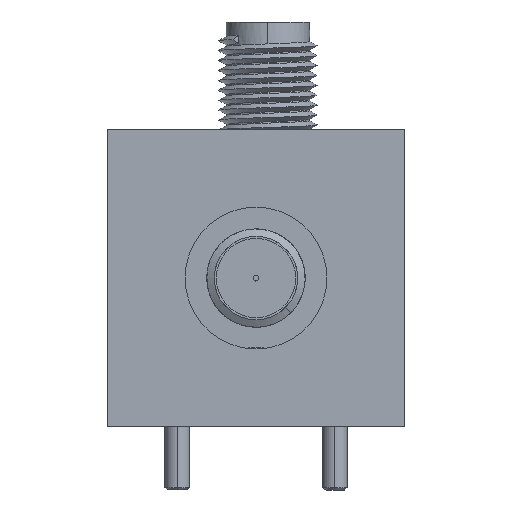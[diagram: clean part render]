
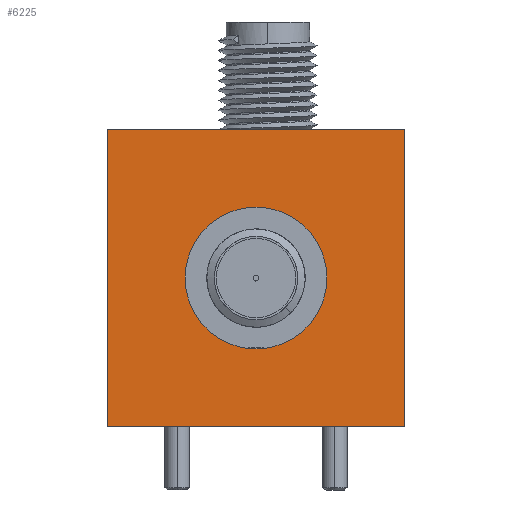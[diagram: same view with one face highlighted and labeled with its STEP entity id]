
A CAD part, left-side view. The second image highlights one B-rep face of the part: STEP entity #6225.
In plain terms, the highlighted planar face has unit normal (-1, 0, 0).
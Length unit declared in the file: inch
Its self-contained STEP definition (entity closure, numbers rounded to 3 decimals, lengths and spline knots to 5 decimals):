
#50 = VECTOR ( 'NONE', #45642, 39.37008 ) ;
#1022 = VERTEX_POINT ( 'NONE', #49643 ) ;
#1550 = CARTESIAN_POINT ( 'NONE',  ( -0.5775, 0., 0.375 ) ) ;
#2626 = DIRECTION ( 'NONE',  ( 1., 0., 0. ) ) ;
#4726 = VECTOR ( 'NONE', #20447, 39.37008 ) ;
#6075 = VECTOR ( 'NONE', #47793, 39.37008 ) ;
#6225 = ADVANCED_FACE ( 'NONE', ( #17720, #47839 ), #13968, .F. ) ;
#6549 = CARTESIAN_POINT ( 'NONE',  ( -0.5775, 0.375, -0.179 ) ) ;
#7494 = VECTOR ( 'NONE', #14111, 39.37008 ) ;
#9755 = ORIENTED_EDGE ( 'NONE', *, *, #27421, .F. ) ;
#10363 = LINE ( 'NONE', #25765, #6075 ) ;
#13242 = CARTESIAN_POINT ( 'NONE',  ( -0.5775, 0.75, 0.375 ) ) ;
#13291 = EDGE_CURVE ( 'NONE', #46702, #1022, #34957, .T. ) ;
#13968 = PLANE ( 'NONE',  #28045 ) ;
#14111 = DIRECTION ( 'NONE',  ( 0., 0., 1. ) ) ;
#16143 = LINE ( 'NONE', #1550, #4726 ) ;
#16731 = CARTESIAN_POINT ( 'NONE',  ( -0.5775, 0.75, 0.375 ) ) ;
#17720 = FACE_BOUND ( 'NONE', #43386, .T. ) ;
#19058 = DIRECTION ( 'NONE',  ( -1., 0., 0. ) ) ;
#20250 = CARTESIAN_POINT ( 'NONE',  ( -0.5775, 0.75, -0.375 ) ) ;
#20447 = DIRECTION ( 'NONE',  ( 0., 0., 1. ) ) ;
#21068 = CARTESIAN_POINT ( 'NONE',  ( -0.5775, 0.375, 0.179 ) ) ;
#25220 = CARTESIAN_POINT ( 'NONE',  ( -0.5775, 0.75, 0.375 ) ) ;
#25765 = CARTESIAN_POINT ( 'NONE',  ( -0.5775, 0.75, -0.375 ) ) ;
#26924 = DIRECTION ( 'NONE',  ( -1., 0., 0. ) ) ;
#27421 = EDGE_CURVE ( 'NONE', #33644, #46702, #32965, .T. ) ;
#28045 = AXIS2_PLACEMENT_3D ( 'NONE', #13242, #2626, #28595 ) ;
#28595 = DIRECTION ( 'NONE',  ( 0., 0., -1. ) ) ;
#29337 = EDGE_CURVE ( 'NONE', #32519, #31540, #36551, .T. ) ;
#29657 = CARTESIAN_POINT ( 'NONE',  ( -0.5775, 0., -0.375 ) ) ;
#30112 = AXIS2_PLACEMENT_3D ( 'NONE', #42404, #26924, #38693 ) ;
#31409 = ORIENTED_EDGE ( 'NONE', *, *, #31704, .T. ) ;
#31540 = VERTEX_POINT ( 'NONE', #21068 ) ;
#31704 = EDGE_CURVE ( 'NONE', #41070, #1022, #16143, .T. ) ;
#32519 = VERTEX_POINT ( 'NONE', #6549 ) ;
#32965 = LINE ( 'NONE', #25220, #7494 ) ;
#33431 = EDGE_LOOP ( 'NONE', ( #31409, #33918, #9755, #41913 ) ) ;
#33644 = VERTEX_POINT ( 'NONE', #20250 ) ;
#33918 = ORIENTED_EDGE ( 'NONE', *, *, #13291, .F. ) ;
#34957 = LINE ( 'NONE', #42183, #50 ) ;
#35672 = EDGE_CURVE ( 'NONE', #33644, #41070, #10363, .T. ) ;
#36551 = CIRCLE ( 'NONE', #30112, 0.179 ) ;
#36944 = EDGE_CURVE ( 'NONE', #31540, #32519, #42301, .T. ) ;
#38693 = DIRECTION ( 'NONE',  ( 0., 0., 1. ) ) ;
#40435 = ORIENTED_EDGE ( 'NONE', *, *, #29337, .F. ) ;
#41070 = VERTEX_POINT ( 'NONE', #29657 ) ;
#41367 = CARTESIAN_POINT ( 'NONE',  ( -0.5775, 0.375, 0. ) ) ;
#41913 = ORIENTED_EDGE ( 'NONE', *, *, #35672, .T. ) ;
#42183 = CARTESIAN_POINT ( 'NONE',  ( -0.5775, 0.75, 0.375 ) ) ;
#42301 = CIRCLE ( 'NONE', #47949, 0.179 ) ;
#42404 = CARTESIAN_POINT ( 'NONE',  ( -0.5775, 0.375, 0. ) ) ;
#43386 = EDGE_LOOP ( 'NONE', ( #48415, #40435 ) ) ;
#45345 = DIRECTION ( 'NONE',  ( 0., 0., 1. ) ) ;
#45642 = DIRECTION ( 'NONE',  ( 0., -1., 0. ) ) ;
#46702 = VERTEX_POINT ( 'NONE', #16731 ) ;
#47793 = DIRECTION ( 'NONE',  ( 0., -1., 0. ) ) ;
#47839 = FACE_OUTER_BOUND ( 'NONE', #33431, .T. ) ;
#47949 = AXIS2_PLACEMENT_3D ( 'NONE', #41367, #19058, #45345 ) ;
#48415 = ORIENTED_EDGE ( 'NONE', *, *, #36944, .F. ) ;
#49643 = CARTESIAN_POINT ( 'NONE',  ( -0.5775, 0., 0.375 ) ) ;
